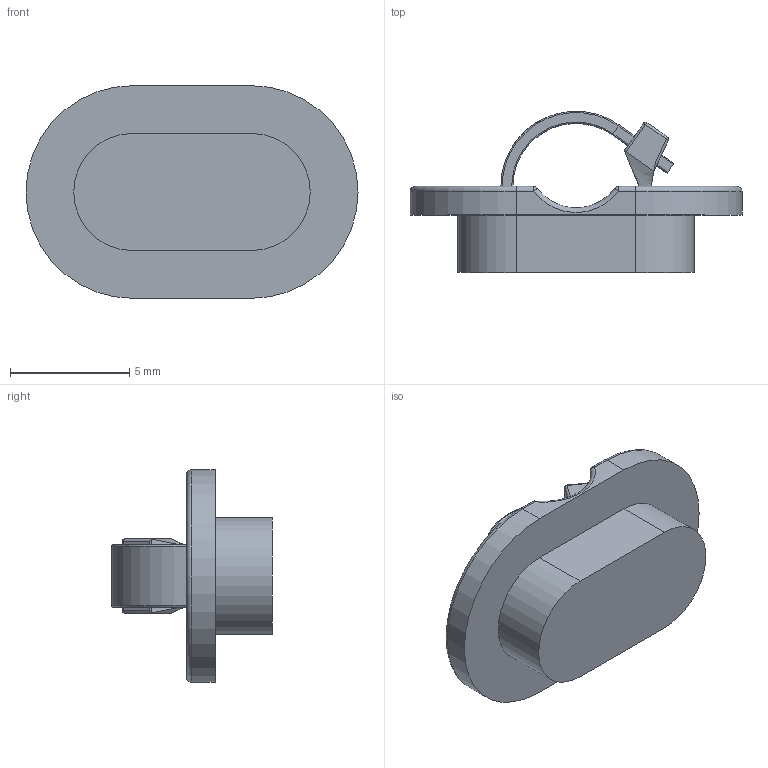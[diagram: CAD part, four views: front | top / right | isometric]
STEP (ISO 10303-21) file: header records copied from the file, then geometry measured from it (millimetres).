
FILE_DESCRIPTION (( 'STEP AP214' ), '1' );
FILE_NAME ('segment-pcb-ty-rap-assy.STEP', '2023-09-17T19:54:10', ( '' ), ( '' ), 'SwSTEP 2.0', 'SolidWorks 2022', '' );
FILE_SCHEMA (( 'AUTOMOTIVE_DESIGN' ));
Length unit declared in the file: millimetre
Products named in the file (3): segment-pcb-ty-rap-assy; segment-pcb-ty-rap-mount; segment-pcb-ty-rap
Assembly tree (2 placements, depth 2):
  segment-pcb-ty-rap-assy
    segment-pcb-ty-rap-mount
    segment-pcb-ty-rap
Bounding box: 13.9 x 6.74 x 8.9 mm (x, y, z)
Volume: 222.6 mm3; surface area: 502.2 mm2
Topology: 2 solids, 2 shells, 103 faces, 247 edges, 141 vertices
Faces by surface type: cylinder 35, plane 28, bspline 28, sphere 8, torus 4
Entity records: 4588 total; most frequent: CARTESIAN_POINT 2314, ORIENTED_EDGE 476, DIRECTION 418, EDGE_CURVE 238, AXIS2_PLACEMENT_3D 154, VERTEX_POINT 140, VECTOR 110, LINE 110
